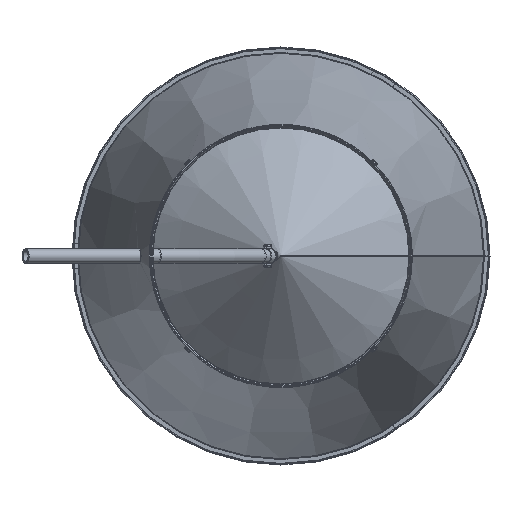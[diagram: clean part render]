
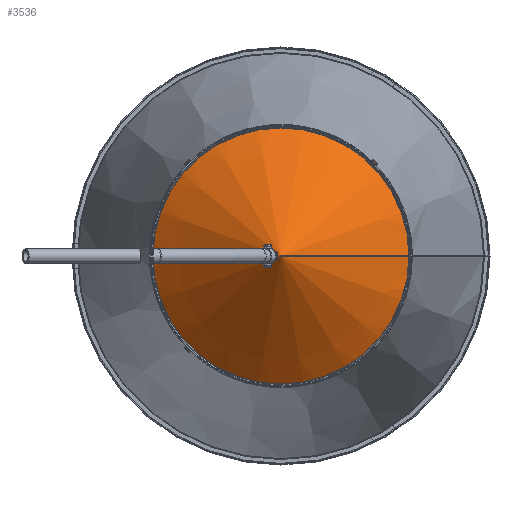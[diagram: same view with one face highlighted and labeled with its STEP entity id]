
A CAD part, front view. The second image highlights one B-rep face of the part: STEP entity #3536.
In plain terms, the highlighted conical face has half-angle 50 degrees and reference radius 77.386 mm.
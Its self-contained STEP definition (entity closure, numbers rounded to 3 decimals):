
#272=FACE_BOUND('',#1333,.T.);
#375=CIRCLE('',#3855,153.886);
#377=CIRCLE('',#3859,0.886);
#598=LINE('',#6293,#834);
#599=LINE('',#6294,#835);
#834=VECTOR('',#4598,199.727);
#835=VECTOR('',#4599,199.727);
#983=CONICAL_SURFACE('',#3860,77.386,50.);
#1103=FACE_OUTER_BOUND('',#1332,.T.);
#1332=EDGE_LOOP('',(#2676,#2677,#2678,#2679));
#1333=EDGE_LOOP('',(#2680,#2681));
#1502=B_SPLINE_CURVE_WITH_KNOTS('',3,(#6167,#6168,#6169,#6170,#6171,#6172,
#6173,#6174,#6175,#6176,#6177,#6178,#6179,#6180,#6181,#6182,#6183,#6184,
#6185,#6186,#6187,#6188,#6189,#6190,#6191,#6192,#6193,#6194),
 .UNSPECIFIED.,.F.,.F.,(4,2,2,2,2,2,2,2,2,2,2,2,2,4),(1.001,
1.002,1.129,1.256,1.51,1.635,
1.761,1.882,2.003,2.135,2.267,
2.395,2.523,2.523),.UNSPECIFIED.);
#1503=B_SPLINE_CURVE_WITH_KNOTS('',3,(#6195,#6196,#6197,#6198,#6199,#6200,
#6201,#6202,#6203,#6204,#6205,#6206,#6207,#6208,#6209,#6210,#6211,#6212,
#6213,#6214,#6215,#6216,#6217,#6218,#6219),.UNSPECIFIED.,.F.,.F.,(4,2,2,
2,3,2,2,2,2,2,2,4),(2.523,2.651,2.779,
2.91,3.042,3.163,3.285,3.41,
3.535,3.789,3.916,4.043),
 .UNSPECIFIED.);
#1612=VERTEX_POINT('',#6165);
#1613=VERTEX_POINT('',#6166);
#1615=VERTEX_POINT('',#6272);
#1618=VERTEX_POINT('',#6277);
#1621=VERTEX_POINT('',#6287);
#1622=VERTEX_POINT('',#6289);
#1979=EDGE_CURVE('',#1612,#1613,#1502,.T.);
#1980=EDGE_CURVE('',#1613,#1612,#1503,.T.);
#1985=EDGE_CURVE('',#1618,#1615,#375,.T.);
#1990=EDGE_CURVE('',#1622,#1621,#377,.T.);
#1992=EDGE_CURVE('',#1621,#1615,#598,.T.);
#1993=EDGE_CURVE('',#1622,#1618,#599,.T.);
#2676=ORIENTED_EDGE('',*,*,#1992,.T.);
#2677=ORIENTED_EDGE('',*,*,#1985,.F.);
#2678=ORIENTED_EDGE('',*,*,#1993,.F.);
#2679=ORIENTED_EDGE('',*,*,#1990,.T.);
#2680=ORIENTED_EDGE('',*,*,#1979,.T.);
#2681=ORIENTED_EDGE('',*,*,#1980,.T.);
#3536=ADVANCED_FACE('',(#1103,#272),#983,.T.);
#3855=AXIS2_PLACEMENT_3D('',#6279,#4582,#4583);
#3859=AXIS2_PLACEMENT_3D('',#6290,#4593,#4594);
#3860=AXIS2_PLACEMENT_3D('',#6292,#4596,#4597);
#4582=DIRECTION('center_axis',(0.,1.,0.));
#4583=DIRECTION('ref_axis',(1.,0.,0.));
#4593=DIRECTION('center_axis',(0.,1.,0.));
#4594=DIRECTION('ref_axis',(1.,0.,0.));
#4596=DIRECTION('center_axis',(0.,1.,0.));
#4597=DIRECTION('ref_axis',(1.,0.,0.));
#4598=DIRECTION('',(0.766,0.643,0.));
#4599=DIRECTION('',(0.766,0.643,0.));
#6165=CARTESIAN_POINT('',(-11.876,9.182,-0.001));
#6166=CARTESIAN_POINT('',(-4.216,2.754,0.));
#6167=CARTESIAN_POINT('Ctrl Pts',(-11.876,9.182,-0.001));
#6168=CARTESIAN_POINT('Ctrl Pts',(-11.876,9.182,-0.001));
#6169=CARTESIAN_POINT('Ctrl Pts',(-11.876,9.182,0.));
#6170=CARTESIAN_POINT('Ctrl Pts',(-11.876,9.182,0.424));
#6171=CARTESIAN_POINT('Ctrl Pts',(-11.825,9.158,0.855));
#6172=CARTESIAN_POINT('Ctrl Pts',(-11.618,9.062,1.694));
#6173=CARTESIAN_POINT('Ctrl Pts',(-11.462,8.988,2.101));
#6174=CARTESIAN_POINT('Ctrl Pts',(-10.86,8.7,3.234));
#6175=CARTESIAN_POINT('Ctrl Pts',(-10.273,8.411,3.868));
#6176=CARTESIAN_POINT('Ctrl Pts',(-9.312,7.893,4.506));
#6177=CARTESIAN_POINT('Ctrl Pts',(-8.947,7.688,4.688));
#6178=CARTESIAN_POINT('Ctrl Pts',(-8.2,7.242,4.932));
#6179=CARTESIAN_POINT('Ctrl Pts',(-7.819,7.,4.993));
#6180=CARTESIAN_POINT('Ctrl Pts',(-7.143,6.534,5.005));
#6181=CARTESIAN_POINT('Ctrl Pts',(-6.79,6.272,4.96));
#6182=CARTESIAN_POINT('Ctrl Pts',(-6.137,5.729,4.752));
#6183=CARTESIAN_POINT('Ctrl Pts',(-5.838,5.447,4.589));
#6184=CARTESIAN_POINT('Ctrl Pts',(-5.33,4.905,4.189));
#6185=CARTESIAN_POINT('Ctrl Pts',(-5.086,4.6,3.913));
#6186=CARTESIAN_POINT('Ctrl Pts',(-4.703,4.02,3.267));
#6187=CARTESIAN_POINT('Ctrl Pts',(-4.563,3.746,2.898));
#6188=CARTESIAN_POINT('Ctrl Pts',(-4.374,3.31,2.174));
#6189=CARTESIAN_POINT('Ctrl Pts',(-4.309,3.107,1.758));
#6190=CARTESIAN_POINT('Ctrl Pts',(-4.231,2.827,0.885));
#6191=CARTESIAN_POINT('Ctrl Pts',(-4.216,2.754,0.427));
#6192=CARTESIAN_POINT('Ctrl Pts',(-4.216,2.754,0.));
#6193=CARTESIAN_POINT('Ctrl Pts',(-4.216,2.754,0.));
#6194=CARTESIAN_POINT('Ctrl Pts',(-4.216,2.754,0.));
#6195=CARTESIAN_POINT('Ctrl Pts',(-4.216,2.754,0.));
#6196=CARTESIAN_POINT('Ctrl Pts',(-4.216,2.754,-0.427));
#6197=CARTESIAN_POINT('Ctrl Pts',(-4.23,2.827,-0.885));
#6198=CARTESIAN_POINT('Ctrl Pts',(-4.309,3.107,-1.758));
#6199=CARTESIAN_POINT('Ctrl Pts',(-4.374,3.31,-2.174));
#6200=CARTESIAN_POINT('Ctrl Pts',(-4.563,3.746,-2.898));
#6201=CARTESIAN_POINT('Ctrl Pts',(-4.703,4.02,-3.267));
#6202=CARTESIAN_POINT('Ctrl Pts',(-5.086,4.6,-3.913));
#6203=CARTESIAN_POINT('Ctrl Pts',(-5.33,4.905,-4.189));
#6204=CARTESIAN_POINT('Ctrl Pts',(-5.594,5.187,-4.397));
#6205=CARTESIAN_POINT('Ctrl Pts',(-5.838,5.447,-4.588));
#6206=CARTESIAN_POINT('Ctrl Pts',(-6.137,5.729,-4.752));
#6207=CARTESIAN_POINT('Ctrl Pts',(-6.79,6.272,-4.96));
#6208=CARTESIAN_POINT('Ctrl Pts',(-7.143,6.534,-5.005));
#6209=CARTESIAN_POINT('Ctrl Pts',(-7.819,7.,-4.993));
#6210=CARTESIAN_POINT('Ctrl Pts',(-8.2,7.242,-4.932));
#6211=CARTESIAN_POINT('Ctrl Pts',(-8.947,7.688,-4.688));
#6212=CARTESIAN_POINT('Ctrl Pts',(-9.312,7.893,-4.506));
#6213=CARTESIAN_POINT('Ctrl Pts',(-10.273,8.411,-3.868));
#6214=CARTESIAN_POINT('Ctrl Pts',(-10.86,8.7,-3.234));
#6215=CARTESIAN_POINT('Ctrl Pts',(-11.462,8.988,-2.101));
#6216=CARTESIAN_POINT('Ctrl Pts',(-11.618,9.062,-1.694));
#6217=CARTESIAN_POINT('Ctrl Pts',(-11.825,9.158,-0.856));
#6218=CARTESIAN_POINT('Ctrl Pts',(-11.876,9.182,-0.425));
#6219=CARTESIAN_POINT('Ctrl Pts',(-11.876,9.182,-0.001));
#6272=CARTESIAN_POINT('',(153.886,128.342,0.027));
#6277=CARTESIAN_POINT('',(153.886,128.342,0.));
#6279=CARTESIAN_POINT('Origin',(0.,128.342,0.));
#6287=CARTESIAN_POINT('',(0.886,-0.04,0.));
#6289=CARTESIAN_POINT('',(0.886,-0.04,0.));
#6290=CARTESIAN_POINT('Origin',(0.,-0.04,0.));
#6292=CARTESIAN_POINT('Origin',(0.,64.151,0.));
#6293=CARTESIAN_POINT('',(0.886,-0.04,0.));
#6294=CARTESIAN_POINT('',(0.886,-0.04,0.));
